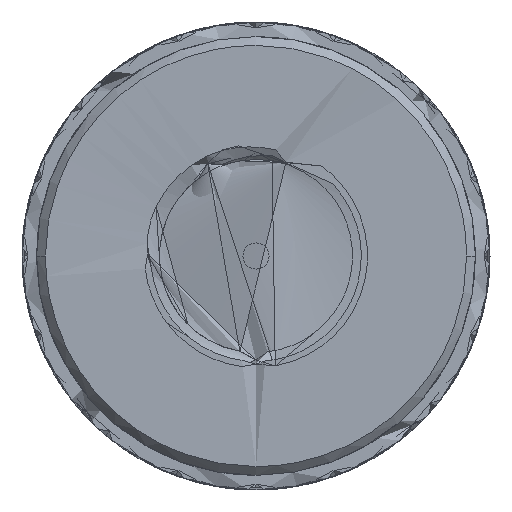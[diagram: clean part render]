
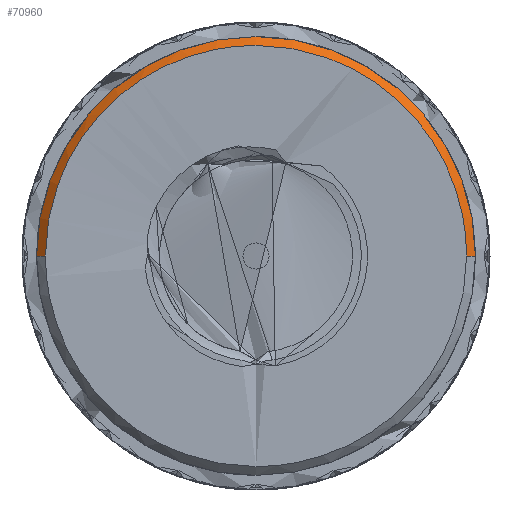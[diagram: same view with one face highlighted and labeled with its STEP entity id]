
A CAD part, front view. The second image highlights one B-rep face of the part: STEP entity #70960.
In plain terms, the highlighted conical face has half-angle 45 degrees and reference radius 7.5 mm.
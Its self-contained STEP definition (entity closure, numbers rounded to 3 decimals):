
#680 = VERTEX_POINT ( 'NONE', #25098 ) ;
#3306 = CARTESIAN_POINT ( 'NONE',  ( 0.942, -0.9, 7.2 ) ) ;
#3559 = CARTESIAN_POINT ( 'NONE',  ( -7.2, -0.9, 0.942 ) ) ;
#5511 = EDGE_CURVE ( 'NONE', #50384, #32532, #63057, .T. ) ;
#7992 = ORIENTED_EDGE ( 'NONE', *, *, #78596, .T. ) ;
#8913 = DIRECTION ( 'NONE',  ( 0., 0., 1. ) ) ;
#11932 = ORIENTED_EDGE ( 'NONE', *, *, #34808, .T. ) ;
#15250 = CARTESIAN_POINT ( 'NONE',  ( 0., -0.6, 0. ) ) ;
#16035 = CARTESIAN_POINT ( 'NONE',  ( 7.013, -0.9, 1.885 ) ) ;
#16584 = CARTESIAN_POINT ( 'NONE',  ( -7.2, -0.9, 0. ) ) ;
#16962 = CARTESIAN_POINT ( 'NONE',  ( 6.291, -0.9, 3.626 ) ) ;
#17512 = CARTESIAN_POINT ( 'NONE',  ( -0.942, -0.9, 7.2 ) ) ;
#17944 = CARTESIAN_POINT ( 'NONE',  ( 0., -0.9, 7.2 ) ) ;
#18763 = VERTEX_POINT ( 'NONE', #47926 ) ;
#20207 = VECTOR ( 'NONE', #63526, 1000. ) ;
#22936 = B_SPLINE_CURVE_WITH_KNOTS ( 'NONE', 3,
 ( #17944, #3306, #80137, #45292, #50790, #37072, #16962, #16035, #23365, #23061 ),
 .UNSPECIFIED., .F., .F.,
 ( 4, 2, 2, 2, 4 ),
 ( 0., 0.125, 0.25, 0.375, 0.5 ),
 .UNSPECIFIED. ) ;
#23061 = CARTESIAN_POINT ( 'NONE',  ( 7.2, -0.9, 0. ) ) ;
#23365 = CARTESIAN_POINT ( 'NONE',  ( 7.2, -0.9, 0.942 ) ) ;
#24521 = CARTESIAN_POINT ( 'NONE',  ( -3.626, -0.9, 6.291 ) ) ;
#24817 = CARTESIAN_POINT ( 'NONE',  ( -6.291, -0.9, 3.626 ) ) ;
#25098 = CARTESIAN_POINT ( 'NONE',  ( 7.2, -0.9, 0. ) ) ;
#25124 = CARTESIAN_POINT ( 'NONE',  ( -5.758, -0.9, 4.425 ) ) ;
#28061 = CONICAL_SURFACE ( 'NONE', #31749, 7.5, 0.785 ) ;
#31749 = AXIS2_PLACEMENT_3D ( 'NONE', #15250, #43577, #42686 ) ;
#31813 = CARTESIAN_POINT ( 'NONE',  ( -1.885, -0.9, 7.013 ) ) ;
#32532 = VERTEX_POINT ( 'NONE', #50841 ) ;
#33976 = ORIENTED_EDGE ( 'NONE', *, *, #78207, .T. ) ;
#34808 = EDGE_CURVE ( 'NONE', #18763, #680, #22936, .T. ) ;
#36017 = DIRECTION ( 'NONE',  ( 0., -1., 0. ) ) ;
#36541 = LINE ( 'NONE', #75773, #20207 ) ;
#37072 = CARTESIAN_POINT ( 'NONE',  ( 5.758, -0.9, 4.425 ) ) ;
#41405 = EDGE_LOOP ( 'NONE', ( #11932, #62091, #33976, #84695, #85065, #7992 ) ) ;
#41506 = EDGE_CURVE ( 'NONE', #59187, #32532, #52064, .T. ) ;
#42223 = FACE_OUTER_BOUND ( 'NONE', #41405, .T. ) ;
#42435 = CARTESIAN_POINT ( 'NONE',  ( 0., -0.6, 0. ) ) ;
#42686 = DIRECTION ( 'NONE',  ( -1., 0., 0. ) ) ;
#43577 = DIRECTION ( 'NONE',  ( 0., 1., 0. ) ) ;
#45292 = CARTESIAN_POINT ( 'NONE',  ( 3.626, -0.9, 6.291 ) ) ;
#47735 = AXIS2_PLACEMENT_3D ( 'NONE', #61187, #57213, #81937 ) ;
#47926 = CARTESIAN_POINT ( 'NONE',  ( 0., -0.9, 7.2 ) ) ;
#50384 = VERTEX_POINT ( 'NONE', #56920 ) ;
#50790 = CARTESIAN_POINT ( 'NONE',  ( 4.425, -0.9, 5.758 ) ) ;
#50841 = CARTESIAN_POINT ( 'NONE',  ( -7.5, -0.6, 0. ) ) ;
#52064 = CIRCLE ( 'NONE', #47735, 7.5 ) ;
#54264 = VECTOR ( 'NONE', #63005, 1000. ) ;
#55068 = CARTESIAN_POINT ( 'NONE',  ( -7.5, -0.6, 0. ) ) ;
#56920 = CARTESIAN_POINT ( 'NONE',  ( -7.2, -0.9, 0. ) ) ;
#57213 = DIRECTION ( 'NONE',  ( 0., -1., 0. ) ) ;
#58082 = CARTESIAN_POINT ( 'NONE',  ( 0., -0.6, 7.5 ) ) ;
#59187 = VERTEX_POINT ( 'NONE', #58082 ) ;
#59808 = CARTESIAN_POINT ( 'NONE',  ( 7.5, -0.6, 0. ) ) ;
#61187 = CARTESIAN_POINT ( 'NONE',  ( 0., -0.6, 0. ) ) ;
#62091 = ORIENTED_EDGE ( 'NONE', *, *, #75769, .T. ) ;
#63005 = DIRECTION ( 'NONE',  ( -0.707, 0.707, 0. ) ) ;
#63057 = LINE ( 'NONE', #55068, #54264 ) ;
#63526 = DIRECTION ( 'NONE',  ( 0.707, 0.707, 0. ) ) ;
#67216 = CARTESIAN_POINT ( 'NONE',  ( -7.013, -0.9, 1.885 ) ) ;
#69840 = B_SPLINE_CURVE_WITH_KNOTS ( 'NONE', 3,
 ( #16584, #3559, #67216, #24817, #25124, #73030, #24521, #31813, #17512, #87371 ),
 .UNSPECIFIED., .F., .F.,
 ( 4, 2, 2, 2, 4 ),
 ( 0.5, 0.625, 0.75, 0.875, 1. ),
 .UNSPECIFIED. ) ;
#70960 = ADVANCED_FACE ( 'NONE', ( #42223 ), #28061, .T. ) ;
#73030 = CARTESIAN_POINT ( 'NONE',  ( -4.425, -0.9, 5.758 ) ) ;
#75769 = EDGE_CURVE ( 'NONE', #680, #84224, #36541, .T. ) ;
#75773 = CARTESIAN_POINT ( 'NONE',  ( 7.5, -0.6, 0. ) ) ;
#77639 = AXIS2_PLACEMENT_3D ( 'NONE', #42435, #36017, #8913 ) ;
#78207 = EDGE_CURVE ( 'NONE', #84224, #59187, #79044, .T. ) ;
#78596 = EDGE_CURVE ( 'NONE', #50384, #18763, #69840, .T. ) ;
#79044 = CIRCLE ( 'NONE', #77639, 7.5 ) ;
#80137 = CARTESIAN_POINT ( 'NONE',  ( 1.885, -0.9, 7.013 ) ) ;
#81937 = DIRECTION ( 'NONE',  ( 0., 0., 1. ) ) ;
#84224 = VERTEX_POINT ( 'NONE', #59808 ) ;
#84695 = ORIENTED_EDGE ( 'NONE', *, *, #41506, .T. ) ;
#85065 = ORIENTED_EDGE ( 'NONE', *, *, #5511, .F. ) ;
#87371 = CARTESIAN_POINT ( 'NONE',  ( 0., -0.9, 7.2 ) ) ;
